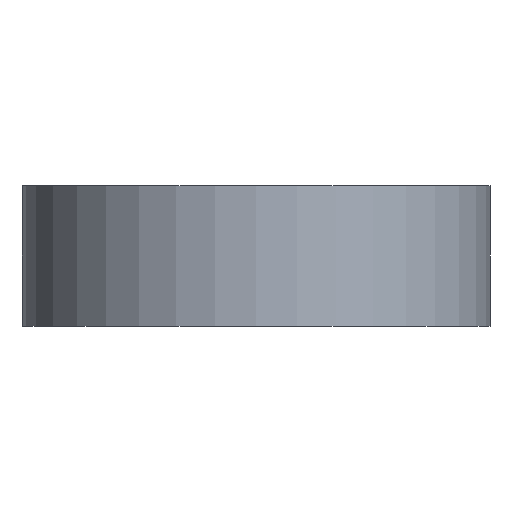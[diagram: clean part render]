
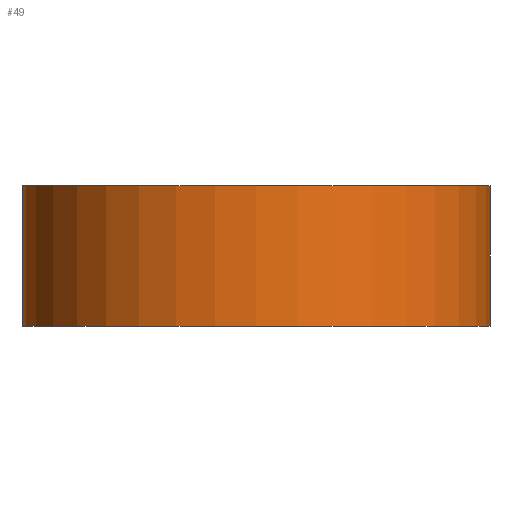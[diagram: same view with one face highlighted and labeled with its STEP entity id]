
A CAD part, front view. The second image highlights one B-rep face of the part: STEP entity #49.
In plain terms, the highlighted cylindrical face has radius 5 mm (diameter 10 mm), a partial arc.
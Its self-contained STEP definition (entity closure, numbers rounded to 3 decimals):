
#6 = AXIS2_PLACEMENT_3D ( 'NONE', #132, #134, #248 ) ;
#18 = EDGE_CURVE ( 'NONE', #346, #231, #302, .T. ) ;
#48 = VECTOR ( 'NONE', #152, 1000. ) ;
#49 = ADVANCED_FACE ( 'NONE', ( #89 ), #226, .T. ) ;
#70 = EDGE_LOOP ( 'NONE', ( #195, #351, #193, #246 ) ) ;
#75 = EDGE_CURVE ( 'NONE', #162, #231, #124, .T. ) ;
#89 = FACE_OUTER_BOUND ( 'NONE', #70, .T. ) ;
#95 = CIRCLE ( 'NONE', #6, 5. ) ;
#98 = VERTEX_POINT ( 'NONE', #353 ) ;
#114 = DIRECTION ( 'NONE',  ( 0., 0., 1. ) ) ;
#124 = CIRCLE ( 'NONE', #232, 5. ) ;
#132 = CARTESIAN_POINT ( 'NONE',  ( 113.278, -16., 3. ) ) ;
#134 = DIRECTION ( 'NONE',  ( 0., 0., 1. ) ) ;
#137 = VECTOR ( 'NONE', #165, 1000. ) ;
#144 = DIRECTION ( 'NONE',  ( -1., 0., 0. ) ) ;
#146 = CARTESIAN_POINT ( 'NONE',  ( 113.278, -16., 3. ) ) ;
#148 = CARTESIAN_POINT ( 'NONE',  ( 118.278, -16., 3. ) ) ;
#152 = DIRECTION ( 'NONE',  ( 0., 0., -1. ) ) ;
#162 = VERTEX_POINT ( 'NONE', #271 ) ;
#165 = DIRECTION ( 'NONE',  ( 0., 0., -1. ) ) ;
#171 = AXIS2_PLACEMENT_3D ( 'NONE', #146, #257, #144 ) ;
#176 = CARTESIAN_POINT ( 'NONE',  ( 118.278, -16., 3. ) ) ;
#193 = ORIENTED_EDGE ( 'NONE', *, *, #241, .F. ) ;
#195 = ORIENTED_EDGE ( 'NONE', *, *, #75, .T. ) ;
#205 = CARTESIAN_POINT ( 'NONE',  ( 108.278, -16., 3. ) ) ;
#226 = CYLINDRICAL_SURFACE ( 'NONE', #171, 5. ) ;
#231 = VERTEX_POINT ( 'NONE', #325 ) ;
#232 = AXIS2_PLACEMENT_3D ( 'NONE', #275, #114, #253 ) ;
#237 = LINE ( 'NONE', #205, #48 ) ;
#241 = EDGE_CURVE ( 'NONE', #98, #346, #95, .T. ) ;
#246 = ORIENTED_EDGE ( 'NONE', *, *, #310, .T. ) ;
#248 = DIRECTION ( 'NONE',  ( 1., 0., 0. ) ) ;
#253 = DIRECTION ( 'NONE',  ( 1., 0., 0. ) ) ;
#257 = DIRECTION ( 'NONE',  ( 0., 0., -1. ) ) ;
#271 = CARTESIAN_POINT ( 'NONE',  ( 108.278, -16., 0. ) ) ;
#275 = CARTESIAN_POINT ( 'NONE',  ( 113.278, -16., 0. ) ) ;
#302 = LINE ( 'NONE', #148, #137 ) ;
#310 = EDGE_CURVE ( 'NONE', #98, #162, #237, .T. ) ;
#325 = CARTESIAN_POINT ( 'NONE',  ( 118.278, -16., 0. ) ) ;
#346 = VERTEX_POINT ( 'NONE', #176 ) ;
#351 = ORIENTED_EDGE ( 'NONE', *, *, #18, .F. ) ;
#353 = CARTESIAN_POINT ( 'NONE',  ( 108.278, -16., 3. ) ) ;
